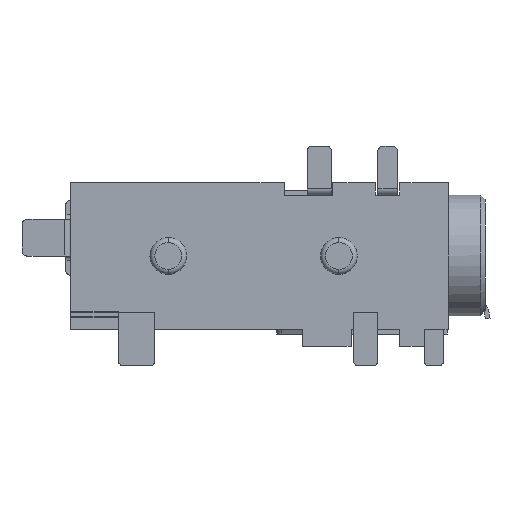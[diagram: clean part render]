
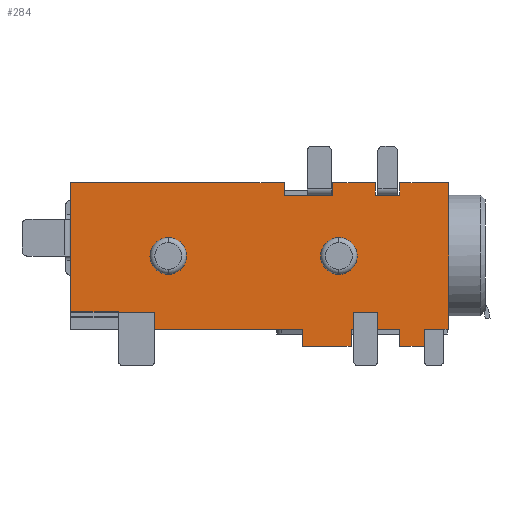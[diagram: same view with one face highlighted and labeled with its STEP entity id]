
A CAD part, front view. The second image highlights one B-rep face of the part: STEP entity #284.
In plain terms, the highlighted planar face has unit normal (0, -1, 0).
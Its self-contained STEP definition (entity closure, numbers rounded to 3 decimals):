
#284=ADVANCED_FACE('NONE',(#770,#771,#772),#773,.T.);
#770=FACE_OUTER_BOUND('',#1460,.T.);
#771=FACE_BOUND('',#1461,.T.);
#772=FACE_BOUND('',#1462,.T.);
#773=PLANE('',#1463);
#1460=EDGE_LOOP('',(#2266,#2267,#2268,#2269,#2270,#2271,#2272,#2273,#2274,#2275,#2276,#2277,#2278,#2279,#2280,#2281,#2282,#2283,#2284,#2285,#2286,#2287,#2288,#2289,#2290,#2291,#2292,#2293,#2294,#2295));
#1461=EDGE_LOOP('',(#2296,#2297));
#1462=EDGE_LOOP('',(#2298,#2299));
#1463=AXIS2_PLACEMENT_3D('',#2300,#2301,#2302);
#2266=ORIENTED_EDGE('',*,*,#4386,.F.);
#2267=ORIENTED_EDGE('',*,*,#4340,.T.);
#2268=ORIENTED_EDGE('',*,*,#4387,.T.);
#2269=ORIENTED_EDGE('',*,*,#4388,.T.);
#2270=ORIENTED_EDGE('',*,*,#4389,.T.);
#2271=ORIENTED_EDGE('',*,*,#4390,.T.);
#2272=ORIENTED_EDGE('',*,*,#4391,.T.);
#2273=ORIENTED_EDGE('',*,*,#4392,.T.);
#2274=ORIENTED_EDGE('',*,*,#4393,.T.);
#2275=ORIENTED_EDGE('',*,*,#4394,.F.);
#2276=ORIENTED_EDGE('',*,*,#4395,.T.);
#2277=ORIENTED_EDGE('',*,*,#4396,.T.);
#2278=ORIENTED_EDGE('',*,*,#4397,.T.);
#2279=ORIENTED_EDGE('',*,*,#4398,.T.);
#2280=ORIENTED_EDGE('',*,*,#4399,.T.);
#2281=ORIENTED_EDGE('',*,*,#4400,.T.);
#2282=ORIENTED_EDGE('',*,*,#4401,.T.);
#2283=ORIENTED_EDGE('',*,*,#4402,.T.);
#2284=ORIENTED_EDGE('',*,*,#4403,.F.);
#2285=ORIENTED_EDGE('',*,*,#4404,.F.);
#2286=ORIENTED_EDGE('',*,*,#4405,.F.);
#2287=ORIENTED_EDGE('',*,*,#4406,.T.);
#2288=ORIENTED_EDGE('',*,*,#4407,.T.);
#2289=ORIENTED_EDGE('',*,*,#4408,.T.);
#2290=ORIENTED_EDGE('',*,*,#4409,.F.);
#2291=ORIENTED_EDGE('',*,*,#4410,.T.);
#2292=ORIENTED_EDGE('',*,*,#4411,.T.);
#2293=ORIENTED_EDGE('',*,*,#4412,.T.);
#2294=ORIENTED_EDGE('',*,*,#4413,.F.);
#2295=ORIENTED_EDGE('',*,*,#4374,.T.);
#2296=ORIENTED_EDGE('',*,*,#4414,.F.);
#2297=ORIENTED_EDGE('',*,*,#4319,.F.);
#2298=ORIENTED_EDGE('',*,*,#4415,.F.);
#2299=ORIENTED_EDGE('',*,*,#4315,.F.);
#2300=CARTESIAN_POINT('',(-15.5,-2.5,3.0));
#2301=DIRECTION('',(0.0,-1.0,0.0));
#2302=DIRECTION('',(0.0,0.0,-1.0));
#4315=EDGE_CURVE('NONE',#5214,#5216,#5217,.T.);
#4319=EDGE_CURVE('NONE',#5220,#5222,#5223,.T.);
#4340=EDGE_CURVE('NONE',#5257,#5255,#5258,.T.);
#4374=EDGE_CURVE('NONE',#5322,#5320,#5323,.T.);
#4386=EDGE_CURVE('NONE',#5257,#5320,#5343,.T.);
#4387=EDGE_CURVE('NONE',#5255,#5344,#5345,.T.);
#4388=EDGE_CURVE('NONE',#5344,#5346,#5347,.T.);
#4389=EDGE_CURVE('NONE',#5346,#5348,#5349,.T.);
#4390=EDGE_CURVE('NONE',#5348,#5350,#5351,.T.);
#4391=EDGE_CURVE('NONE',#5350,#5352,#5353,.T.);
#4392=EDGE_CURVE('NONE',#5352,#5354,#5355,.T.);
#4393=EDGE_CURVE('NONE',#5354,#5356,#5357,.T.);
#4394=EDGE_CURVE('NONE',#5358,#5356,#5359,.T.);
#4395=EDGE_CURVE('NONE',#5358,#5360,#5361,.T.);
#4396=EDGE_CURVE('NONE',#5360,#5362,#5363,.T.);
#4397=EDGE_CURVE('NONE',#5362,#5364,#5365,.T.);
#4398=EDGE_CURVE('NONE',#5364,#5366,#5367,.T.);
#4399=EDGE_CURVE('NONE',#5366,#5368,#5369,.T.);
#4400=EDGE_CURVE('NONE',#5368,#5370,#5371,.T.);
#4401=EDGE_CURVE('NONE',#5370,#5372,#5373,.T.);
#4402=EDGE_CURVE('NONE',#5372,#5374,#5375,.T.);
#4403=EDGE_CURVE('NONE',#5242,#5374,#5376,.T.);
#4404=EDGE_CURVE('NONE',#5377,#5242,#5378,.T.);
#4405=EDGE_CURVE('NONE',#5379,#5377,#5380,.T.);
#4406=EDGE_CURVE('NONE',#5379,#5381,#5382,.T.);
#4407=EDGE_CURVE('NONE',#5381,#5383,#5384,.T.);
#4408=EDGE_CURVE('NONE',#5383,#5385,#5386,.T.);
#4409=EDGE_CURVE('NONE',#5387,#5385,#5388,.T.);
#4410=EDGE_CURVE('NONE',#5387,#5389,#5390,.T.);
#4411=EDGE_CURVE('NONE',#5389,#5391,#5392,.T.);
#4412=EDGE_CURVE('NONE',#5391,#5393,#5394,.T.);
#4413=EDGE_CURVE('NONE',#5322,#5393,#5395,.T.);
#4414=EDGE_CURVE('NONE',#5222,#5220,#5396,.T.);
#4415=EDGE_CURVE('NONE',#5216,#5214,#5397,.T.);
#5214=VERTEX_POINT('NONE',#6513);
#5216=VERTEX_POINT('NONE',#6516);
#5217=CIRCLE('',#6517,0.75);
#5220=VERTEX_POINT('NONE',#6521);
#5222=VERTEX_POINT('NONE',#6524);
#5223=CIRCLE('',#6525,0.75);
#5242=VERTEX_POINT('NONE',#6552);
#5255=VERTEX_POINT('NONE',#6569);
#5257=VERTEX_POINT('NONE',#6572);
#5258=LINE('',#6573,#6574);
#5320=VERTEX_POINT('NONE',#6664);
#5322=VERTEX_POINT('NONE',#6667);
#5323=LINE('',#6668,#6669);
#5343=LINE('',#6699,#6700);
#5344=VERTEX_POINT('NONE',#6701);
#5345=LINE('',#6702,#6703);
#5346=VERTEX_POINT('NONE',#6704);
#5347=LINE('',#6705,#6706);
#5348=VERTEX_POINT('NONE',#6707);
#5349=LINE('',#6708,#6709);
#5350=VERTEX_POINT('NONE',#6710);
#5351=LINE('',#6711,#6712);
#5352=VERTEX_POINT('NONE',#6713);
#5353=LINE('',#6714,#6715);
#5354=VERTEX_POINT('NONE',#6716);
#5355=LINE('',#6717,#6718);
#5356=VERTEX_POINT('NONE',#6719);
#5357=LINE('',#6720,#6721);
#5358=VERTEX_POINT('NONE',#6722);
#5359=LINE('',#6723,#6724);
#5360=VERTEX_POINT('NONE',#6725);
#5361=LINE('',#6726,#6727);
#5362=VERTEX_POINT('NONE',#6728);
#5363=LINE('',#6729,#6730);
#5364=VERTEX_POINT('NONE',#6731);
#5365=LINE('',#6732,#6733);
#5366=VERTEX_POINT('NONE',#6734);
#5367=LINE('',#6735,#6736);
#5368=VERTEX_POINT('NONE',#6737);
#5369=LINE('',#6738,#6739);
#5370=VERTEX_POINT('NONE',#6740);
#5371=LINE('',#6741,#6742);
#5372=VERTEX_POINT('NONE',#6743);
#5373=LINE('',#6744,#6745);
#5374=VERTEX_POINT('NONE',#6746);
#5375=LINE('',#6747,#6748);
#5376=LINE('',#6749,#6750);
#5377=VERTEX_POINT('NONE',#6751);
#5378=LINE('',#6752,#6753);
#5379=VERTEX_POINT('NONE',#6754);
#5380=LINE('',#6755,#6756);
#5381=VERTEX_POINT('NONE',#6757);
#5382=LINE('',#6758,#6759);
#5383=VERTEX_POINT('NONE',#6760);
#5384=LINE('',#6761,#6762);
#5385=VERTEX_POINT('NONE',#6763);
#5386=LINE('',#6764,#6765);
#5387=VERTEX_POINT('NONE',#6766);
#5388=LINE('',#6767,#6768);
#5389=VERTEX_POINT('NONE',#6769);
#5390=LINE('',#6770,#6771);
#5391=VERTEX_POINT('NONE',#6772);
#5392=LINE('',#6773,#6774);
#5393=VERTEX_POINT('NONE',#6775);
#5394=LINE('',#6776,#6777);
#5395=LINE('',#6778,#6779);
#5396=CIRCLE('',#6780,0.75);
#5397=CIRCLE('',#6781,0.75);
#6513=CARTESIAN_POINT('',(-11.5,-2.5,-0.75));
#6516=CARTESIAN_POINT('',(-11.5,-2.5,0.75));
#6517=AXIS2_PLACEMENT_3D('',#8308,#8309,#8310);
#6521=CARTESIAN_POINT('',(-4.5,-2.5,-0.75));
#6524=CARTESIAN_POINT('',(-4.5,-2.5,0.75));
#6525=AXIS2_PLACEMENT_3D('',#8313,#8314,#8315);
#6552=CARTESIAN_POINT('',(0.0,-2.5,0.0));
#6569=CARTESIAN_POINT('',(-13.55,-2.5,-2.3));
#6572=CARTESIAN_POINT('',(-13.55,-2.5,-2.28));
#6573=CARTESIAN_POINT('',(-13.55,-2.5,-2.52));
#6574=VECTOR('',#8341,1000.0);
#6664=CARTESIAN_POINT('',(-15.5,-2.5,-2.28));
#6667=CARTESIAN_POINT('',(-15.5,-2.5,3.0));
#6668=CARTESIAN_POINT('',(-15.5,-2.5,3.0));
#6669=VECTOR('',#8377,1000.0);
#6699=CARTESIAN_POINT('',(-6.882,-2.5,-2.28));
#6700=VECTOR('',#8388,1000.0);
#6701=CARTESIAN_POINT('',(-12.05,-2.5,-2.3));
#6702=CARTESIAN_POINT('',(-15.5,-2.5,-2.3));
#6703=VECTOR('',#8389,1000.0);
#6704=CARTESIAN_POINT('',(-12.05,-2.5,-3.));
#6705=CARTESIAN_POINT('',(-12.05,-2.5,3.0));
#6706=VECTOR('',#8390,1000.0);
#6707=CARTESIAN_POINT('',(-6.0,-2.5,-3.0));
#6708=CARTESIAN_POINT('',(-6.0,-2.5,-3.0));
#6709=VECTOR('',#8391,1000.0);
#6710=CARTESIAN_POINT('',(-6.0,-2.5,-3.7));
#6711=CARTESIAN_POINT('',(-6.0,-2.5,-3.7));
#6712=VECTOR('',#8392,1000.0);
#6713=CARTESIAN_POINT('',(-4.0,-2.5,-3.7));
#6714=CARTESIAN_POINT('',(-15.5,-2.5,-3.7));
#6715=VECTOR('',#8393,1000.0);
#6716=CARTESIAN_POINT('',(-4.0,-2.5,-3.0));
#6717=CARTESIAN_POINT('',(-4.0,-2.5,-3.7));
#6718=VECTOR('',#8394,1000.0);
#6719=CARTESIAN_POINT('',(-3.9,-2.5,-3.0));
#6720=CARTESIAN_POINT('',(-2.0,-2.5,-3.0));
#6721=VECTOR('',#8395,1000.0);
#6722=CARTESIAN_POINT('',(-3.9,-2.5,-2.3));
#6723=CARTESIAN_POINT('',(-3.9,-2.5,3.0));
#6724=VECTOR('',#8396,1000.0);
#6725=CARTESIAN_POINT('',(-2.9,-2.5,-2.3));
#6726=CARTESIAN_POINT('',(-15.5,-2.5,-2.3));
#6727=VECTOR('',#8397,1000.0);
#6728=CARTESIAN_POINT('',(-2.9,-2.5,-3.0));
#6729=CARTESIAN_POINT('',(-2.9,-2.5,3.0));
#6730=VECTOR('',#8398,1000.0);
#6731=CARTESIAN_POINT('',(-2.0,-2.5,-3.0));
#6732=CARTESIAN_POINT('',(-2.0,-2.5,-3.0));
#6733=VECTOR('',#8399,1000.0);
#6734=CARTESIAN_POINT('',(-2.0,-2.5,-3.7));
#6735=CARTESIAN_POINT('',(-2.0,-2.5,-3.7));
#6736=VECTOR('',#8400,1000.0);
#6737=CARTESIAN_POINT('',(-1.,-2.5,-3.7));
#6738=CARTESIAN_POINT('',(-15.5,-2.5,-3.7));
#6739=VECTOR('',#8401,1000.0);
#6740=CARTESIAN_POINT('',(-1.0,-2.5,-3.0));
#6741=CARTESIAN_POINT('',(-1.0,-2.5,-3.7));
#6742=VECTOR('',#8402,1000.0);
#6743=CARTESIAN_POINT('',(-0.2,-2.5,-3.0));
#6744=CARTESIAN_POINT('',(-1.0,-2.5,-3.0));
#6745=VECTOR('',#8403,1000.0);
#6746=CARTESIAN_POINT('',(0.0,-2.5,-3.0));
#6747=CARTESIAN_POINT('',(-1.0,-2.5,-3.0));
#6748=VECTOR('',#8404,1000.0);
#6749=CARTESIAN_POINT('',(0.0,-2.5,3.0));
#6750=VECTOR('',#8405,1000.0);
#6751=CARTESIAN_POINT('',(0.0,-2.5,3.0));
#6752=CARTESIAN_POINT('',(0.0,-2.5,3.0));
#6753=VECTOR('',#8406,1000.0);
#6754=CARTESIAN_POINT('',(-2.0,-2.5,3.0));
#6755=CARTESIAN_POINT('',(-15.5,-2.5,3.0));
#6756=VECTOR('',#8407,1000.0);
#6757=CARTESIAN_POINT('',(-2.0,-2.5,2.5));
#6758=CARTESIAN_POINT('',(-2.0,-2.5,3.0));
#6759=VECTOR('',#8408,1000.0);
#6760=CARTESIAN_POINT('',(-3.0,-2.5,2.5));
#6761=CARTESIAN_POINT('',(-2.0,-2.5,2.5));
#6762=VECTOR('',#8409,1000.0);
#6763=CARTESIAN_POINT('',(-3.0,-2.5,3.0));
#6764=CARTESIAN_POINT('',(-3.0,-2.5,3.0));
#6765=VECTOR('',#8410,1000.0);
#6766=CARTESIAN_POINT('',(-4.75,-2.5,3.0));
#6767=CARTESIAN_POINT('',(-15.5,-2.5,3.0));
#6768=VECTOR('',#8411,1000.0);
#6769=CARTESIAN_POINT('',(-4.75,-2.5,2.5));
#6770=CARTESIAN_POINT('',(-4.75,-2.5,3.0));
#6771=VECTOR('',#8412,1000.0);
#6772=CARTESIAN_POINT('',(-6.75,-2.5,2.5));
#6773=CARTESIAN_POINT('',(-4.75,-2.5,2.5));
#6774=VECTOR('',#8413,1000.0);
#6775=CARTESIAN_POINT('',(-6.75,-2.5,3.0));
#6776=CARTESIAN_POINT('',(-6.75,-2.5,3.0));
#6777=VECTOR('',#8414,1000.0);
#6778=CARTESIAN_POINT('',(-15.5,-2.5,3.0));
#6779=VECTOR('',#8415,1000.0);
#6780=AXIS2_PLACEMENT_3D('',#8416,#8417,#8418);
#6781=AXIS2_PLACEMENT_3D('',#8419,#8420,#8421);
#8308=CARTESIAN_POINT('',(-11.5,-2.5,0.));
#8309=DIRECTION('',(0.0,-1.0,0.0));
#8310=DIRECTION('',(0.0,0.0,-1.0));
#8313=CARTESIAN_POINT('',(-4.5,-2.5,0.));
#8314=DIRECTION('',(0.0,-1.0,0.0));
#8315=DIRECTION('',(0.0,0.0,-1.0));
#8341=DIRECTION('',(0.0,0.0,-1.0));
#8377=DIRECTION('',(0.0,0.0,-1.0));
#8388=DIRECTION('',(-1.0,-0.0,-0.0));
#8389=DIRECTION('',(1.0,0.0,0.0));
#8390=DIRECTION('',(0.0,0.0,-1.0));
#8391=DIRECTION('',(1.0,-0.0,-0.0));
#8392=DIRECTION('',(-0.0,-0.0,-1.0));
#8393=DIRECTION('',(1.0,0.0,0.0));
#8394=DIRECTION('',(0.0,0.0,1.0));
#8395=DIRECTION('',(1.0,-0.0,-0.0));
#8396=DIRECTION('',(0.0,0.0,-1.0));
#8397=DIRECTION('',(1.0,0.0,0.0));
#8398=DIRECTION('',(0.0,0.0,-1.0));
#8399=DIRECTION('',(1.0,-0.0,-0.0));
#8400=DIRECTION('',(-0.0,-0.0,-1.0));
#8401=DIRECTION('',(1.0,0.0,0.0));
#8402=DIRECTION('',(0.,0.0,1.0));
#8403=DIRECTION('',(1.0,0.0,0.));
#8404=DIRECTION('',(1.0,0.0,0.));
#8405=DIRECTION('',(0.0,0.0,-1.0));
#8406=DIRECTION('',(0.0,0.0,-1.0));
#8407=DIRECTION('',(1.0,0.0,0.0));
#8408=DIRECTION('',(0.,0.0,-1.0));
#8409=DIRECTION('',(-1.0,0.0,0.0));
#8410=DIRECTION('',(-0.0,-0.0,1.0));
#8411=DIRECTION('',(1.0,0.0,0.0));
#8412=DIRECTION('',(0.,0.0,-1.0));
#8413=DIRECTION('',(-1.0,0.0,0.0));
#8414=DIRECTION('',(0.,-0.0,1.0));
#8415=DIRECTION('',(1.0,0.0,0.0));
#8416=CARTESIAN_POINT('',(-4.5,-2.5,0.));
#8417=DIRECTION('',(0.0,-1.0,0.0));
#8418=DIRECTION('',(0.0,0.0,-1.0));
#8419=CARTESIAN_POINT('',(-11.5,-2.5,0.));
#8420=DIRECTION('',(0.0,-1.0,0.0));
#8421=DIRECTION('',(0.0,0.0,-1.0));
